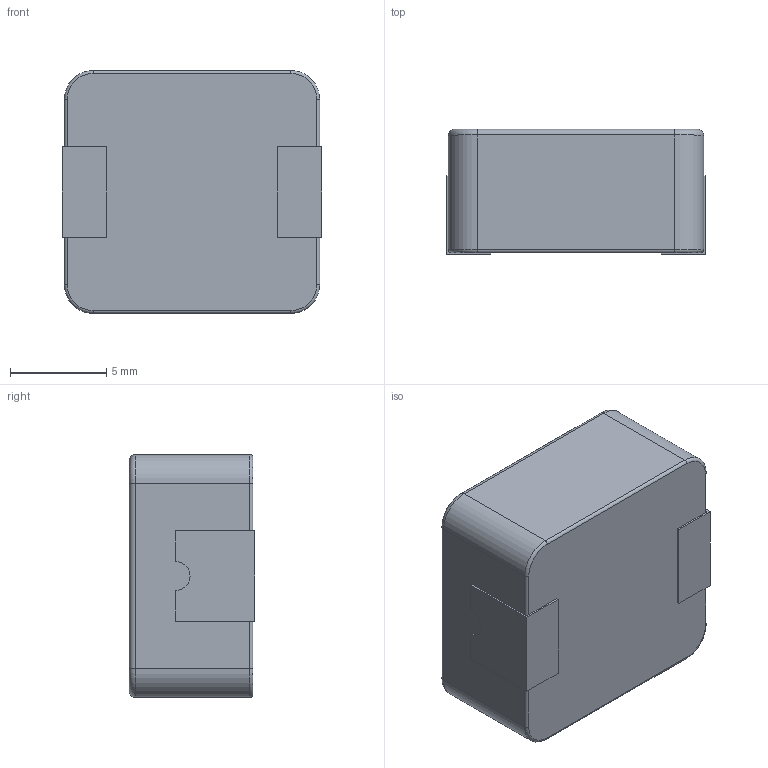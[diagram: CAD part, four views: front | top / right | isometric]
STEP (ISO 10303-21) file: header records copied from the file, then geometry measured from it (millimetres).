
FILE_DESCRIPTION (( 'STEP AP214' ), '1' );
FILE_NAME ('HCM1A1307V2-560-R.STEP', '2021-06-01T05:39:31', ( '' ), ( '' ), 'SwSTEP 2.0', 'SolidWorks 2020', '' );
FILE_SCHEMA (( 'AUTOMOTIVE_DESIGN' ));
Length unit declared in the file: millimetre
Products named in the file (1): HCM1A1307V2-560-R
Bounding box: 13.45 x 6.5 x 12.6 mm (x, y, z)
Volume: 1060.7 mm3; surface area: 642 mm2
Topology: 1 solids, 1 shells, 44 faces, 110 edges, 68 vertices
Faces by surface type: plane 20, cylinder 16, torus 8
Entity records: 1648 total; most frequent: DIRECTION 240, CARTESIAN_POINT 223, ORIENTED_EDGE 220, EDGE_CURVE 110, AXIS2_PLACEMENT_3D 85, VECTOR 70, LINE 70, VERTEX_POINT 68
